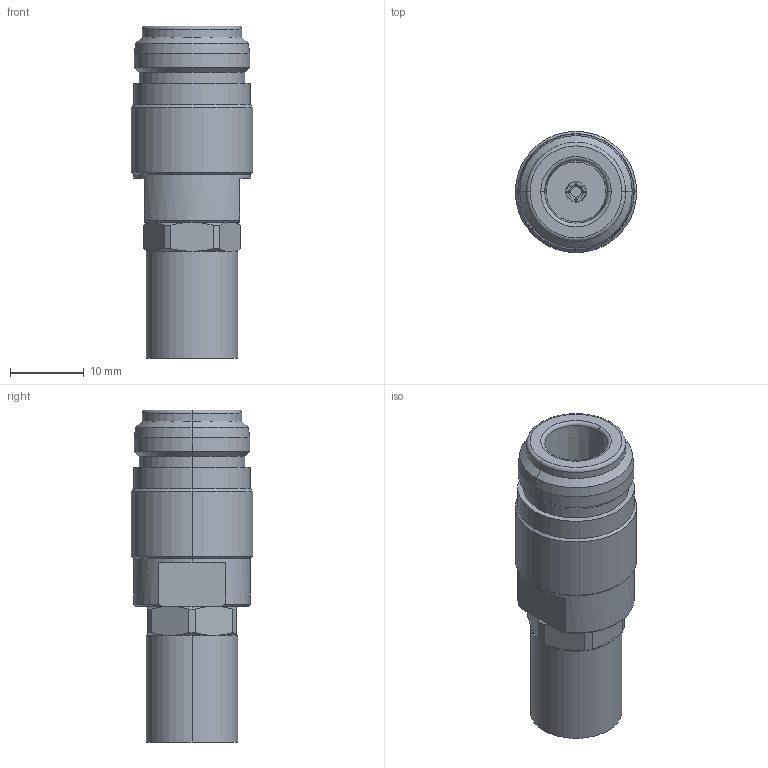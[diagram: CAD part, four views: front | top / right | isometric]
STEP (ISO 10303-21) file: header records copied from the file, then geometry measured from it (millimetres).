
FILE_DESCRIPTION (( 'STEP AP214' ), '1' );
FILE_NAME ('J01021H0099.STEP', '2013-04-18T08:10:26', ( 'Wartung1' ), ( '' ), 'SwSTEP 2.0', 'SolidWorks 2012', '' );
FILE_SCHEMA (( 'AUTOMOTIVE_DESIGN' ));
Length unit declared in the file: millimetre
Products named in the file (1): J01021H0099
Bounding box: 16.5 x 16.5 x 45.15 mm (x, y, z)
Volume: 5891.8 mm3; surface area: 3498.6 mm2
Topology: 1 solids, 1 shells, 106 faces, 240 edges, 147 vertices
Faces by surface type: cone 36, cylinder 35, plane 31, torus 4
Entity records: 4192 total; most frequent: CARTESIAN_POINT 658, DIRECTION 515, ORIENTED_EDGE 480, EDGE_CURVE 240, AXIS2_PLACEMENT_3D 212, VERTEX_POINT 147, EDGE_LOOP 117, UNCERTAINTY_MEASURE_WITH_UNIT 106
